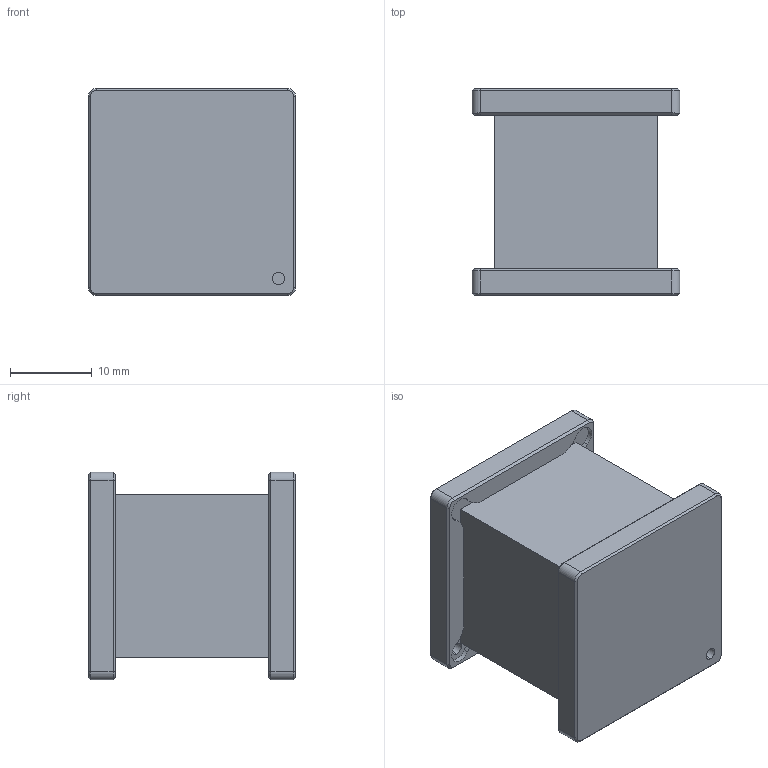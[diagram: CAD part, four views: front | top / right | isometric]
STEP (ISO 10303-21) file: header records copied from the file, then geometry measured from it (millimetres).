
FILE_DESCRIPTION (( 'STEP AP214' ), '1' );
FILE_NAME ('1.6.4.51_ZSJ-1F20_分束镜安装座转接件，边长25.4mm(1.0英寸)转20mm.STEP', '2021-07-30T08:19:32', ( 'Microsoft' ), ( 'Microsoft' ), 'SwSTEP 2.0', 'SolidWorks 2018', '' );
FILE_SCHEMA (( 'AUTOMOTIVE_DESIGN' ));
Length unit declared in the file: millimetre
Products named in the file (1): 1.6.4.51_ZSJ-1F20_分束镜安装座转接件，边长25.4mm(1.0英寸)转20mm
Bounding box: 25.4 x 25.4 x 25.4 mm (x, y, z)
Surface area: 4850.8 mm2 (no closed solid volume)
Topology: 0 solids, 3 shells, 90 faces, 244 edges, 152 vertices
Faces by surface type: cylinder 40, plane 34, cone 16
Entity records: 3823 total; most frequent: DIRECTION 522, CARTESIAN_POINT 487, ORIENTED_EDGE 448, EDGE_CURVE 244, AXIS2_PLACEMENT_3D 187, VERTEX_POINT 152, LINE 148, VECTOR 148
